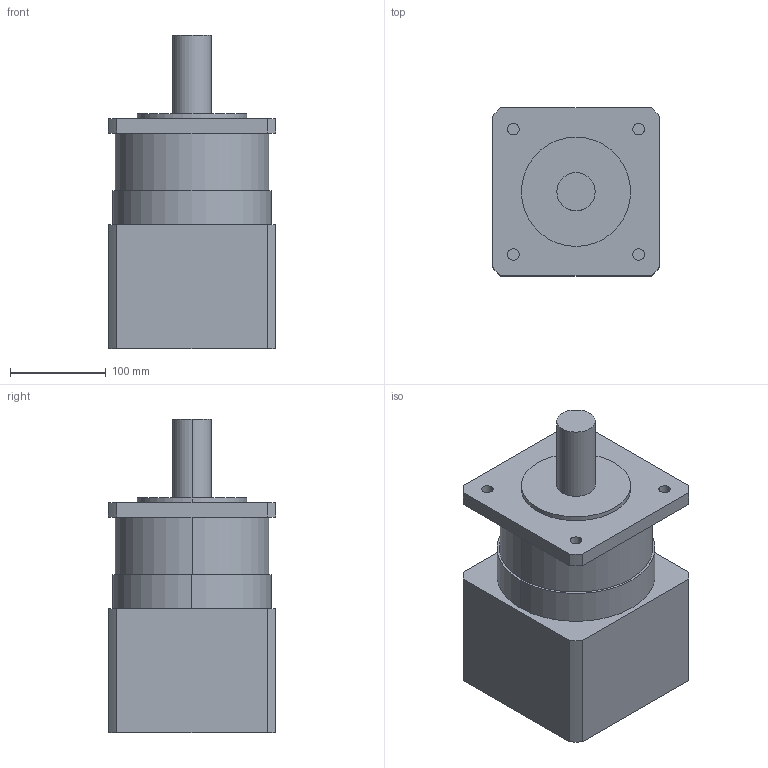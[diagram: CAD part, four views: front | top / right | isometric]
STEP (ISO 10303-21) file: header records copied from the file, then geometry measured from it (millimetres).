
FILE_DESCRIPTION (( 'STEP AP214' ), '1' );
FILE_NAME ('lb160-005-42.STEP', '2025-11-24T16:04:00', ( '' ), ( '' ), 'SwSTEP 2.0', 'SolidWorks 2024', '' );
FILE_SCHEMA (( 'AUTOMOTIVE_DESIGN' ));
Length unit declared in the file: millimetre
Products named in the file (1): lb160-005-42
Bounding box: 175 x 175 x 327 mm (x, y, z)
Volume: 6206040.7 mm3; surface area: 269260.2 mm2
Topology: 1 solids, 1 shells, 658 faces, 1854 edges, 1232 vertices
Faces by surface type: cylinder 352, plane 186, bspline 120
Entity records: 50389 total; most frequent: CARTESIAN_POINT 36009, ORIENTED_EDGE 3708, DIRECTION 2128, EDGE_CURVE 1854, VERTEX_POINT 1232, LINE 910, VECTOR 910, EDGE_LOOP 700
